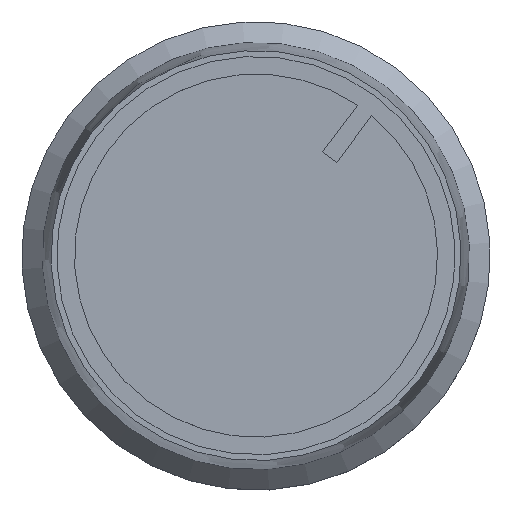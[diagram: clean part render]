
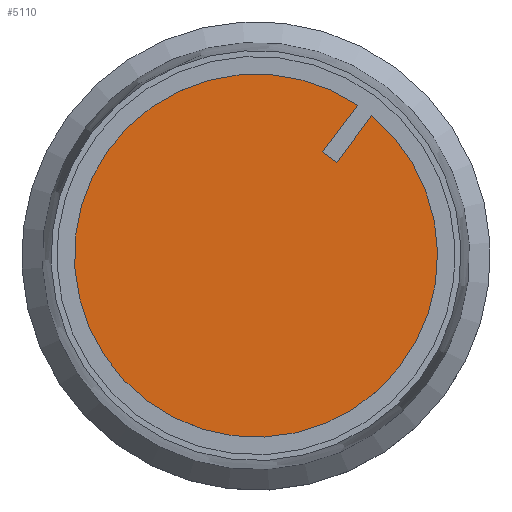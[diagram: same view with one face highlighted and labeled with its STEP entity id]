
A CAD part, top view. The second image highlights one B-rep face of the part: STEP entity #5110.
In plain terms, the highlighted face is planar.
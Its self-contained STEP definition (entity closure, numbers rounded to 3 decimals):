
#222=PLANE('',#5725);
#483=FACE_OUTER_BOUND('',#763,.T.);
#763=EDGE_LOOP('',(#4534,#4535,#4536,#4537));
#1191=LINE('',#8878,#1617);
#1193=LINE('',#8883,#1619);
#1196=LINE('',#8887,#1622);
#1617=VECTOR('',#7192,10.);
#1619=VECTOR('',#7196,10.);
#1622=VECTOR('',#7201,10.);
#1885=CIRCLE('',#5721,15.5);
#2369=VERTEX_POINT('',#8868);
#2370=VERTEX_POINT('',#8870);
#2372=VERTEX_POINT('',#8876);
#2374=VERTEX_POINT('',#8882);
#3090=EDGE_CURVE('',#2370,#2369,#1885,.T.);
#3094=EDGE_CURVE('',#2369,#2372,#1191,.T.);
#3096=EDGE_CURVE('',#2374,#2370,#1193,.T.);
#3099=EDGE_CURVE('',#2372,#2374,#1196,.T.);
#4534=ORIENTED_EDGE('',*,*,#3094,.T.);
#4535=ORIENTED_EDGE('',*,*,#3099,.T.);
#4536=ORIENTED_EDGE('',*,*,#3096,.T.);
#4537=ORIENTED_EDGE('',*,*,#3090,.T.);
#5110=ADVANCED_FACE('',(#483),#222,.T.);
#5721=AXIS2_PLACEMENT_3D('',#8871,#7185,#7186);
#5725=AXIS2_PLACEMENT_3D('',#8888,#7202,#7203);
#7185=DIRECTION('center_axis',(0.,1.,0.));
#7186=DIRECTION('ref_axis',(0.999,0.,-0.048));
#7192=DIRECTION('',(-1.,0.,0.));
#7196=DIRECTION('',(1.,0.,0.));
#7201=DIRECTION('',(0.,0.,-1.));
#7202=DIRECTION('center_axis',(0.,1.,0.));
#7203=DIRECTION('ref_axis',(0.,0.,1.));
#8868=CARTESIAN_POINT('',(15.482,15.625,0.75));
#8870=CARTESIAN_POINT('',(15.482,15.625,-0.75));
#8871=CARTESIAN_POINT('Origin',(0.,15.625,0.));
#8876=CARTESIAN_POINT('',(10.5,15.625,0.75));
#8878=CARTESIAN_POINT('',(15.482,15.625,0.75));
#8882=CARTESIAN_POINT('',(10.5,15.625,-0.75));
#8883=CARTESIAN_POINT('',(10.5,15.625,-0.75));
#8887=CARTESIAN_POINT('',(10.5,15.625,0.75));
#8888=CARTESIAN_POINT('Origin',(-0.009,15.625,0.));
